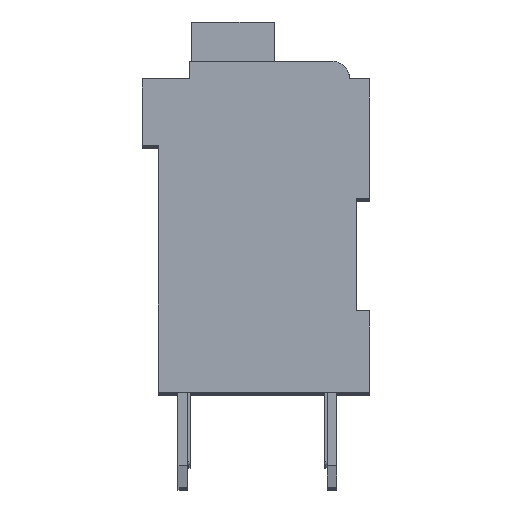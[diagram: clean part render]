
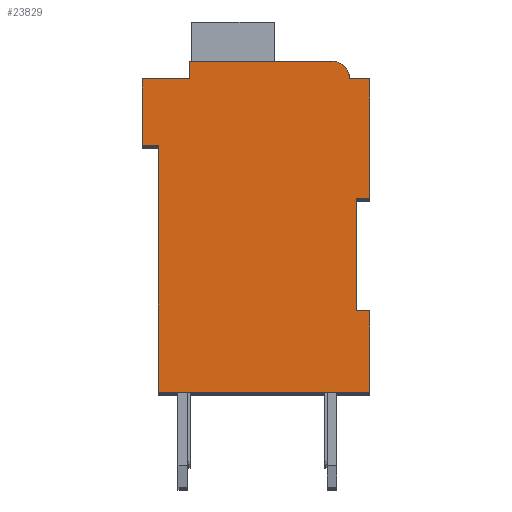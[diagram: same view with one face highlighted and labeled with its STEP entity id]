
A CAD part, top view. The second image highlights one B-rep face of the part: STEP entity #23829.
In plain terms, the highlighted planar face has unit normal (0, 0, 1).
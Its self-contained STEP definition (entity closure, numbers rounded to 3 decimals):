
#5766=DIRECTION('',(1.,0.,0.));
#5767=VECTOR('',#5766,0.5);
#5768=CARTESIAN_POINT('',(7.3,7.15,2.1));
#5769=LINE('',#5768,#5767);
#5770=DIRECTION('',(0.,1.,0.));
#5771=VECTOR('',#5770,4.15);
#5772=CARTESIAN_POINT('',(7.3,3.,2.1));
#5773=LINE('',#5772,#5771);
#5774=DIRECTION('',(-1.,0.,0.));
#5775=VECTOR('',#5774,0.5);
#5776=CARTESIAN_POINT('',(7.8,3.,2.1));
#5777=LINE('',#5776,#5775);
#5778=DIRECTION('',(0.,1.,0.));
#5779=VECTOR('',#5778,3.);
#5780=CARTESIAN_POINT('',(7.8,0.,2.1));
#5781=LINE('',#5780,#5779);
#5782=DIRECTION('',(1.,0.,0.));
#5783=VECTOR('',#5782,7.8);
#5784=CARTESIAN_POINT('',(0.,0.,2.1));
#5785=LINE('',#5784,#5783);
#5786=DIRECTION('',(0.,-1.,0.));
#5787=VECTOR('',#5786,9.1);
#5788=CARTESIAN_POINT('',(0.,9.1,2.1));
#5789=LINE('',#5788,#5787);
#5790=DIRECTION('',(1.,0.,0.));
#5791=VECTOR('',#5790,0.6);
#5792=CARTESIAN_POINT('',(-0.6,9.1,2.1));
#5793=LINE('',#5792,#5791);
#5794=DIRECTION('',(0.,-1.,0.));
#5795=VECTOR('',#5794,2.45);
#5796=CARTESIAN_POINT('',(-0.6,11.55,2.1));
#5797=LINE('',#5796,#5795);
#5798=DIRECTION('',(-1.,0.,0.));
#5799=VECTOR('',#5798,1.75);
#5800=CARTESIAN_POINT('',(1.15,11.55,2.1));
#5801=LINE('',#5800,#5799);
#5802=DIRECTION('',(0.,-1.,0.));
#5803=VECTOR('',#5802,0.65);
#5804=CARTESIAN_POINT('',(1.15,12.2,2.1));
#5805=LINE('',#5804,#5803);
#5806=DIRECTION('',(-1.,0.,0.));
#5807=VECTOR('',#5806,5.25);
#5808=CARTESIAN_POINT('',(6.4,12.2,2.1));
#5809=LINE('',#5808,#5807);
#5810=CARTESIAN_POINT('',(6.4,11.55,2.1));
#5811=DIRECTION('',(0.,0.,1.));
#5812=DIRECTION('',(1.,0.,0.));
#5813=AXIS2_PLACEMENT_3D('',#5810,#5811,#5812);
#5815=DIRECTION('',(-1.,0.,0.));
#5816=VECTOR('',#5815,0.75);
#5817=CARTESIAN_POINT('',(7.8,11.55,2.1));
#5818=LINE('',#5817,#5816);
#5819=DIRECTION('',(0.,1.,0.));
#5820=VECTOR('',#5819,4.4);
#5821=CARTESIAN_POINT('',(7.8,7.15,2.1));
#5822=LINE('',#5821,#5820);
#13777=CARTESIAN_POINT('',(7.3,7.15,2.1));
#13778=CARTESIAN_POINT('',(7.8,7.15,2.1));
#13779=VERTEX_POINT('',#13777);
#13780=VERTEX_POINT('',#13778);
#13781=CARTESIAN_POINT('',(7.8,11.55,2.1));
#13782=VERTEX_POINT('',#13781);
#13783=CARTESIAN_POINT('',(7.05,11.55,2.1));
#13784=VERTEX_POINT('',#13783);
#13785=CARTESIAN_POINT('',(6.4,12.2,2.1));
#13786=VERTEX_POINT('',#13785);
#13787=CARTESIAN_POINT('',(1.15,12.2,2.1));
#13788=VERTEX_POINT('',#13787);
#13789=CARTESIAN_POINT('',(1.15,11.55,2.1));
#13790=VERTEX_POINT('',#13789);
#13791=CARTESIAN_POINT('',(-0.6,11.55,2.1));
#13792=VERTEX_POINT('',#13791);
#13793=CARTESIAN_POINT('',(-0.6,9.1,2.1));
#13794=VERTEX_POINT('',#13793);
#13795=CARTESIAN_POINT('',(0.,9.1,2.1));
#13796=VERTEX_POINT('',#13795);
#13797=CARTESIAN_POINT('',(0.,0.,2.1));
#13798=VERTEX_POINT('',#13797);
#13799=CARTESIAN_POINT('',(7.8,0.,2.1));
#13800=VERTEX_POINT('',#13799);
#13801=CARTESIAN_POINT('',(7.8,3.,2.1));
#13802=VERTEX_POINT('',#13801);
#13803=CARTESIAN_POINT('',(7.3,3.,2.1));
#13804=VERTEX_POINT('',#13803);
#23808=CARTESIAN_POINT('',(0.,0.,2.1));
#23809=DIRECTION('',(0.,0.,1.));
#23810=DIRECTION('',(1.,0.,0.));
#23811=AXIS2_PLACEMENT_3D('',#23808,#23809,#23810);
#23812=PLANE('',#23811);
#23813=ORIENTED_EDGE('',*,*,#18142,.F.);
#23814=ORIENTED_EDGE('',*,*,#18806,.F.);
#23815=ORIENTED_EDGE('',*,*,#19340,.F.);
#23816=ORIENTED_EDGE('',*,*,#19695,.F.);
#23817=ORIENTED_EDGE('',*,*,#20110,.F.);
#23818=ORIENTED_EDGE('',*,*,#20663,.F.);
#23819=ORIENTED_EDGE('',*,*,#21280,.F.);
#23820=ORIENTED_EDGE('',*,*,#21499,.F.);
#23821=ORIENTED_EDGE('',*,*,#21829,.F.);
#23822=ORIENTED_EDGE('',*,*,#22468,.F.);
#23823=ORIENTED_EDGE('',*,*,#22968,.F.);
#23824=ORIENTED_EDGE('',*,*,#21880,.F.);
#23825=ORIENTED_EDGE('',*,*,#22289,.F.);
#23826=ORIENTED_EDGE('',*,*,#18701,.F.);
#23827=EDGE_LOOP('',(#23813,#23814,#23815,#23816,#23817,#23818,#23819,#23820,
#23821,#23822,#23823,#23824,#23825,#23826));
#23828=FACE_OUTER_BOUND('',#23827,.F.);
#5814=CIRCLE('',#5813,0.65);
#18142=EDGE_CURVE('',#13779,#13780,#5769,.T.);
#18701=EDGE_CURVE('',#13780,#13782,#5822,.T.);
#18806=EDGE_CURVE('',#13804,#13779,#5773,.T.);
#19340=EDGE_CURVE('',#13802,#13804,#5777,.T.);
#19695=EDGE_CURVE('',#13800,#13802,#5781,.T.);
#20110=EDGE_CURVE('',#13798,#13800,#5785,.T.);
#20663=EDGE_CURVE('',#13796,#13798,#5789,.T.);
#21280=EDGE_CURVE('',#13794,#13796,#5793,.T.);
#21499=EDGE_CURVE('',#13792,#13794,#5797,.T.);
#21829=EDGE_CURVE('',#13790,#13792,#5801,.T.);
#21880=EDGE_CURVE('',#13784,#13786,#5814,.T.);
#22289=EDGE_CURVE('',#13782,#13784,#5818,.T.);
#22468=EDGE_CURVE('',#13788,#13790,#5805,.T.);
#22968=EDGE_CURVE('',#13786,#13788,#5809,.T.);
#23829=ADVANCED_FACE('',(#23828),#23812,.T.);
